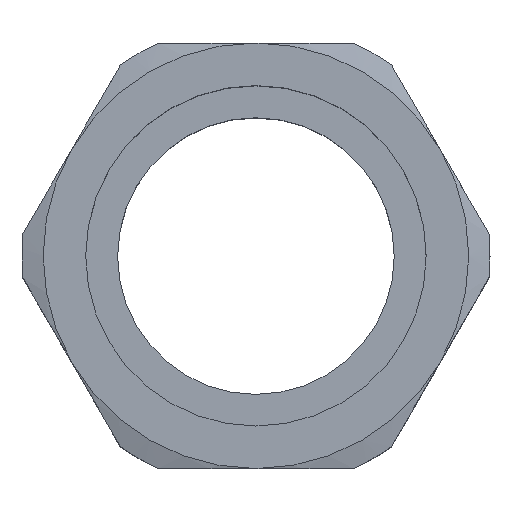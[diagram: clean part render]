
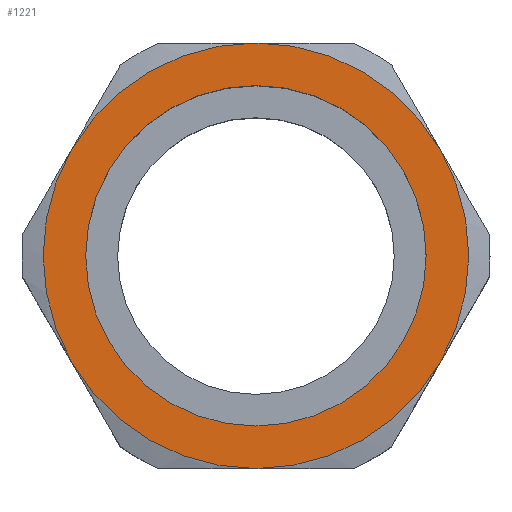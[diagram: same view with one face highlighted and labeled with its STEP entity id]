
A CAD part, top view. The second image highlights one B-rep face of the part: STEP entity #1221.
In plain terms, the highlighted planar face has unit normal (0, 0, 1).
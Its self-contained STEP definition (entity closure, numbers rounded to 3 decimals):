
#1221=ADVANCED_FACE('',(#1467,#1468),#1355,.T.);
#1355=PLANE('',#4530);
#1467=FACE_BOUND('',#1537,.T.);
#1468=FACE_BOUND('',#1538,.T.);
#1537=EDGE_LOOP('',(#1891));
#1538=EDGE_LOOP('',(#1892,#1893,#1894,#1895,#1896,#1897,#1898));
#1891=ORIENTED_EDGE('',*,*,#2858,.F.);
#1892=ORIENTED_EDGE('',*,*,#2856,.T.);
#1893=ORIENTED_EDGE('',*,*,#2799,.T.);
#1894=ORIENTED_EDGE('',*,*,#2806,.T.);
#1895=ORIENTED_EDGE('',*,*,#2813,.T.);
#1896=ORIENTED_EDGE('',*,*,#2820,.T.);
#1897=ORIENTED_EDGE('',*,*,#2828,.T.);
#1898=ORIENTED_EDGE('',*,*,#2857,.T.);
#2541=VERTEX_POINT('',#5888);
#2542=VERTEX_POINT('',#5890);
#2547=VERTEX_POINT('',#5907);
#2552=VERTEX_POINT('',#5925);
#2557=VERTEX_POINT('',#5943);
#2562=VERTEX_POINT('',#5964);
#2576=VERTEX_POINT('',#6049);
#2577=VERTEX_POINT('',#6053);
#2799=EDGE_CURVE('',#2542,#2541,#3117,.T.);
#2806=EDGE_CURVE('',#2541,#2547,#3120,.T.);
#2813=EDGE_CURVE('',#2547,#2552,#3123,.T.);
#2820=EDGE_CURVE('',#2552,#2557,#3126,.T.);
#2828=EDGE_CURVE('',#2557,#2562,#3129,.T.);
#2856=EDGE_CURVE('',#2576,#2542,#3141,.T.);
#2857=EDGE_CURVE('',#2562,#2576,#3142,.T.);
#2858=EDGE_CURVE('',#2577,#2577,#3143,.T.);
#3117=CIRCLE('',#4480,20.);
#3120=CIRCLE('',#4485,20.);
#3123=CIRCLE('',#4490,20.);
#3126=CIRCLE('',#4495,20.);
#3129=CIRCLE('',#4500,20.);
#3141=CIRCLE('',#4526,20.);
#3142=CIRCLE('',#4527,20.);
#3143=CIRCLE('',#4529,16.);
#4480=AXIS2_PLACEMENT_3D('',#5889,#4900,#4901);
#4485=AXIS2_PLACEMENT_3D('',#5908,#4912,#4913);
#4490=AXIS2_PLACEMENT_3D('',#5926,#4924,#4925);
#4495=AXIS2_PLACEMENT_3D('',#5944,#4936,#4937);
#4500=AXIS2_PLACEMENT_3D('',#5965,#4948,#4949);
#4526=AXIS2_PLACEMENT_3D('',#6048,#5002,#5003);
#4527=AXIS2_PLACEMENT_3D('',#6050,#5004,#5005);
#4529=AXIS2_PLACEMENT_3D('',#6052,#5008,#5009);
#4530=AXIS2_PLACEMENT_3D('',#6054,#5010,#5011);
#4900=DIRECTION('',(0.,0.,1.));
#4901=DIRECTION('',(0.866,0.5,0.));
#4912=DIRECTION('',(0.,0.,1.));
#4913=DIRECTION('',(0.,1.,0.));
#4924=DIRECTION('',(0.,0.,1.));
#4925=DIRECTION('',(-0.866,0.5,0.));
#4936=DIRECTION('',(0.,0.,1.));
#4937=DIRECTION('',(-0.866,-0.5,0.));
#4948=DIRECTION('',(0.,0.,1.));
#4949=DIRECTION('',(0.,-1.,0.));
#5002=DIRECTION('',(0.,0.,1.));
#5003=DIRECTION('',(1.,0.,0.));
#5004=DIRECTION('',(0.,0.,1.));
#5005=DIRECTION('',(0.866,-0.5,0.));
#5008=DIRECTION('',(0.,0.,1.));
#5009=DIRECTION('',(1.,0.,0.));
#5010=DIRECTION('',(0.,0.,1.));
#5011=DIRECTION('',(0.,-1.,0.));
#5888=CARTESIAN_POINT('',(0.,20.,0.));
#5889=CARTESIAN_POINT('',(0.,0.,0.));
#5890=CARTESIAN_POINT('',(17.321,10.,0.));
#5907=CARTESIAN_POINT('',(-17.321,10.,0.));
#5908=CARTESIAN_POINT('',(0.,0.,0.));
#5925=CARTESIAN_POINT('',(-17.321,-10.,0.));
#5926=CARTESIAN_POINT('',(0.,0.,0.));
#5943=CARTESIAN_POINT('',(0.,-20.,0.));
#5944=CARTESIAN_POINT('',(0.,0.,0.));
#5964=CARTESIAN_POINT('',(17.321,-10.,0.));
#5965=CARTESIAN_POINT('',(0.,0.,0.));
#6048=CARTESIAN_POINT('',(0.,0.,0.));
#6049=CARTESIAN_POINT('',(20.,0.,0.));
#6050=CARTESIAN_POINT('',(0.,0.,0.));
#6052=CARTESIAN_POINT('',(0.,0.,0.));
#6053=CARTESIAN_POINT('',(16.,0.,0.));
#6054=CARTESIAN_POINT('',(-22.,22.,0.));
